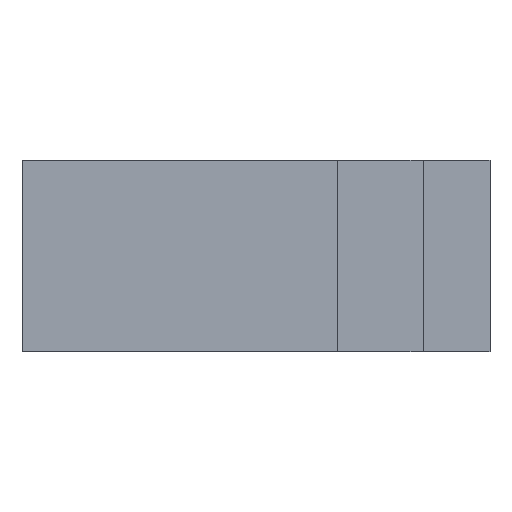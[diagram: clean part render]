
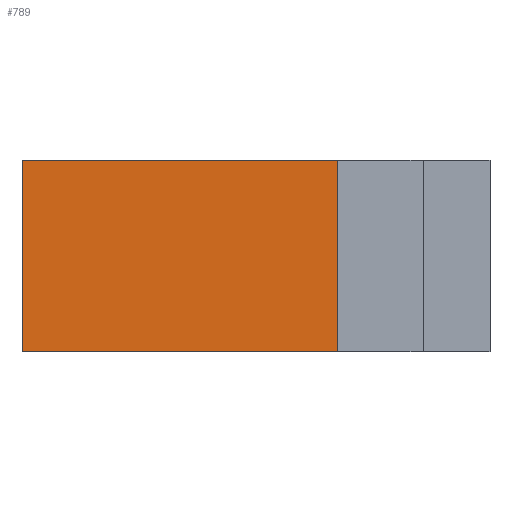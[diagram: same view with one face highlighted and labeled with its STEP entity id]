
A CAD part, left-side view. The second image highlights one B-rep face of the part: STEP entity #789.
In plain terms, the highlighted planar face has unit normal (-1, 0, 0).
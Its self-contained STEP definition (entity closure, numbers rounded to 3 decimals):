
#733=CARTESIAN_POINT('',(-22.5,0.0,10.0));
#734=VERTEX_POINT('',#733);
#741=CARTESIAN_POINT('',(-22.5,0.0,0.0));
#742=VERTEX_POINT('',#741);
#743=CARTESIAN_POINT('',(-22.5,0.0,0.0));
#744=DIRECTION('',(0.0,0.0,1.0));
#745=VECTOR('',#744,10.0);
#746=LINE('',#743,#745);
#747=EDGE_CURVE('',#742,#734,#746,.T.);
#759=CARTESIAN_POINT('',(-22.5,0.0,0.0));
#760=DIRECTION('',(-1.0,0.0,0.0));
#761=DIRECTION('',(0.0,0.0,1.0));
#762=AXIS2_PLACEMENT_3D('',#759,#760,#761);
#763=PLANE('',#762);
#764=CARTESIAN_POINT('',(-22.5,16.5,10.0));
#765=VERTEX_POINT('',#764);
#766=CARTESIAN_POINT('',(-22.5,0.0,10.0));
#767=DIRECTION('',(0.0,1.0,0.0));
#768=VECTOR('',#767,16.5);
#769=LINE('',#766,#768);
#770=EDGE_CURVE('',#734,#765,#769,.T.);
#771=ORIENTED_EDGE('',*,*,#770,.T.);
#772=CARTESIAN_POINT('',(-22.5,16.5,0.0));
#773=VERTEX_POINT('',#772);
#774=CARTESIAN_POINT('',(-22.5,16.5,0.0));
#775=DIRECTION('',(0.0,0.0,1.0));
#776=VECTOR('',#775,10.0);
#777=LINE('',#774,#776);
#778=EDGE_CURVE('',#773,#765,#777,.T.);
#779=ORIENTED_EDGE('',*,*,#778,.F.);
#780=CARTESIAN_POINT('',(-22.5,0.0,0.0));
#781=DIRECTION('',(0.0,1.0,0.0));
#782=VECTOR('',#781,16.5);
#783=LINE('',#780,#782);
#784=EDGE_CURVE('',#742,#773,#783,.T.);
#785=ORIENTED_EDGE('',*,*,#784,.F.);
#786=ORIENTED_EDGE('',*,*,#747,.T.);
#787=EDGE_LOOP('',(#771,#779,#785,#786));
#788=FACE_OUTER_BOUND('',#787,.T.);
#789=ADVANCED_FACE('',(#788),#763,.T.);
